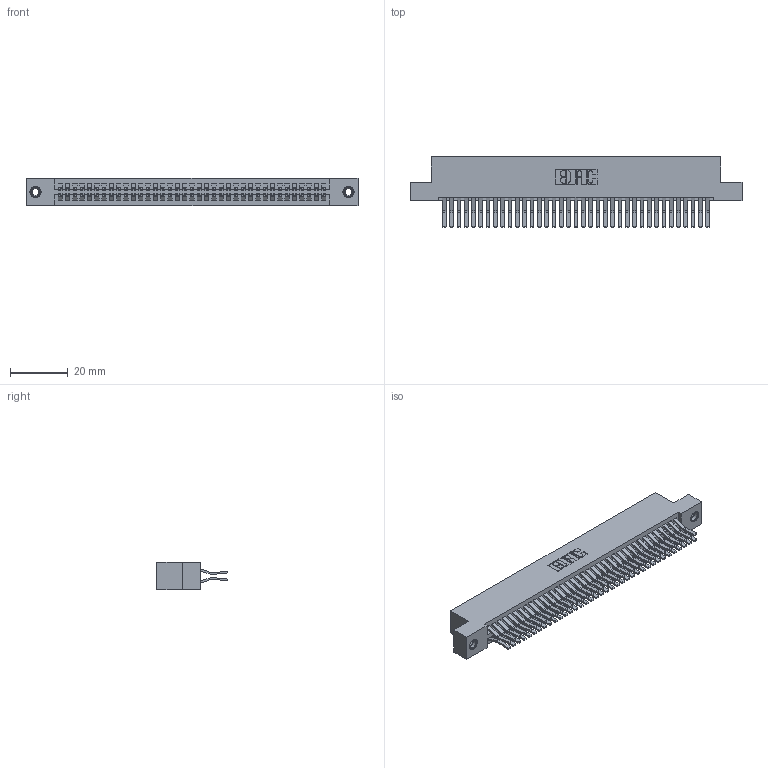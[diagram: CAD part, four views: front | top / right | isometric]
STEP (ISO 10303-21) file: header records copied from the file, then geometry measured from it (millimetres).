
FILE_DESCRIPTION (( 'STEP AP203' ), '1' );
FILE_NAME ('395-074-560-208.STEP', '2018-11-27T20:13:08', ( '' ), ( '' ), 'SwSTEP 2.0', 'SolidWorks 2016', '' );
FILE_SCHEMA (( 'CONFIG_CONTROL_DESIGN' ));
Length unit declared in the file: inch
Products named in the file (4): 345 Part_Flush Mounting Lugs - 0.156 Dia-TI; 345-250-001_345-250-003-102; 345-292-001_560 Tail; 395-074-560-208
Assembly tree (77 placements, depth 2):
  395-074-560-208
    345 Part_Flush Mounting Lugs - 0.156 Dia-TI
    345-292-001_560 Tail  x74
    345-250-001_345-250-003-102  x2
Bounding box: 115.19 x 24.45 x 9.4 mm (x, y, z)
Volume: 11621.7 mm3; surface area: 18342.9 mm2
Topology: 77 solids, 77 shells, 4034 faces, 11947 edges, 7858 vertices
Faces by surface type: plane 2554, cylinder 1464, cone 12, torus 4
Entity records: 30978 total; most frequent: CARTESIAN_POINT 5179, ORIENTED_EDGE 5106, DIRECTION 4603, EDGE_CURVE 2553, VECTOR 2249, LINE 2249, VERTEX_POINT 1696, AXIS2_PLACEMENT_3D 1177
